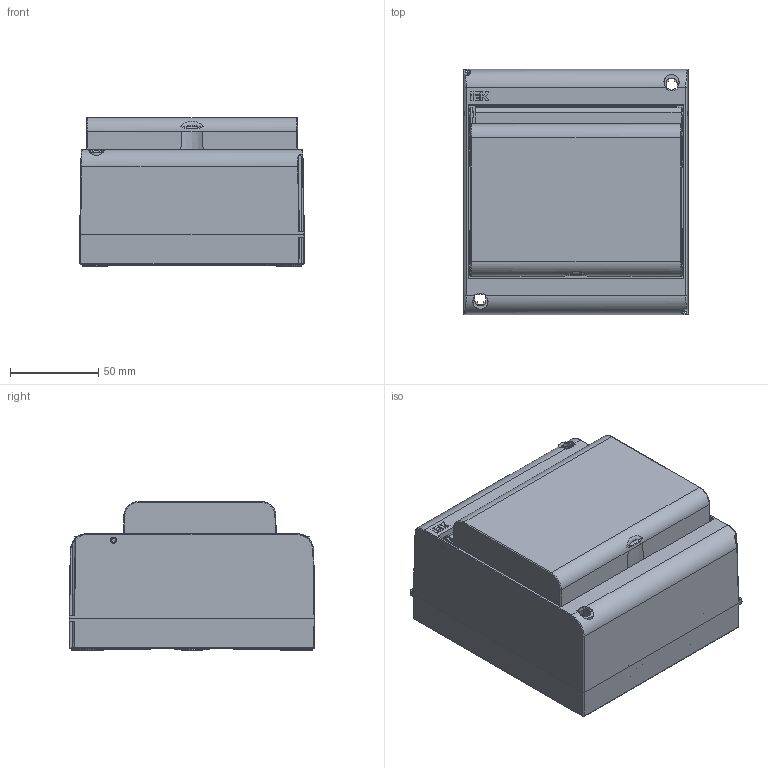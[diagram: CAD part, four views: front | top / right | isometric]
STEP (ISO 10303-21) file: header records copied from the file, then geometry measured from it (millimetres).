
FILE_DESCRIPTION (( 'STEP AP203' ), '1' );
FILE_NAME ('UIM-KP72-N-06-20-K34_UNION Mini Êîðïóñ ïëàñòèê. ÊÌÏí-6 IP30 ñîñíà IEK.STEP', '2024-03-27T12:33:26', ( '' ), ( '' ), 'SwSTEP 2.0', 'SolidWorks 2022', '' );
FILE_SCHEMA (( 'CONFIG_CONTROL_DESIGN' ));
Length unit declared in the file: millimetre
Products named in the file (1): UIM-KP72-N-06-20-K34_UNION Mini Корпус пластик. КМПн-6 IP30 сосна IEK
Bounding box: 127 x 139 x 84 mm (x, y, z)
Volume: 143047.1 mm3; surface area: 177693.6 mm2
Topology: 3 solids, 3 shells, 1712 faces, 4644 edges, 2996 vertices
Faces by surface type: plane 928, cylinder 354, bspline 200, cone 146, torus 69, sphere 15
Entity records: 61708 total; most frequent: CARTESIAN_POINT 20729, ORIENTED_EDGE 9268, DIRECTION 7543, EDGE_CURVE 4634, VERTEX_POINT 2996, LINE 2891, VECTOR 2891, AXIS2_PLACEMENT_3D 2326
